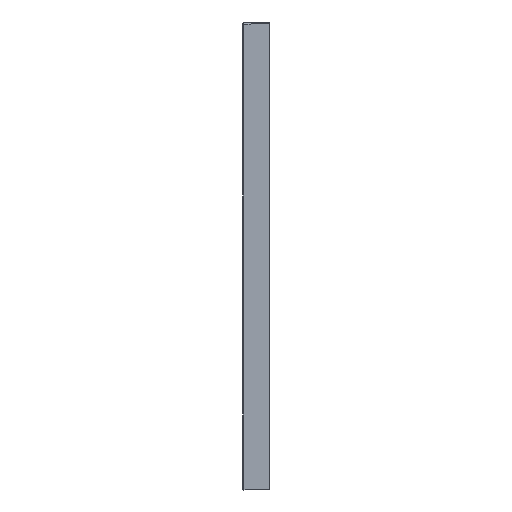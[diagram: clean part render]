
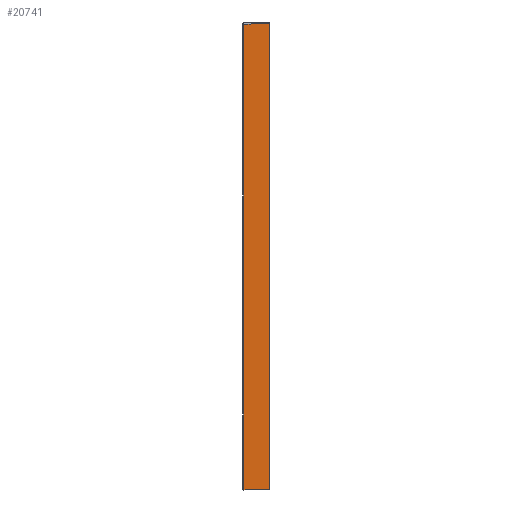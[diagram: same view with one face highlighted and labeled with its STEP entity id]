
A CAD part, left-side view. The second image highlights one B-rep face of the part: STEP entity #20741.
In plain terms, the highlighted planar face has unit normal (-0.999, 0.035, 0).
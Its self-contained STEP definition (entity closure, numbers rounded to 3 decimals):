
#1621=DIRECTION('',(-0.035,-0.999,0.));
#1622=VECTOR('',#1621,37.986);
#1623=CARTESIAN_POINT('',(-448.674,-2.037,
-262.5));
#1624=LINE('',#1623,#1622);
#1906=DIRECTION('',(0.,0.,1.));
#1907=VECTOR('',#1906,698.001);
#1908=CARTESIAN_POINT('',(-450.,-40.,-262.5));
#1909=LINE('',#1908,#1907);
#2586=CARTESIAN_POINT('',(-448.674,-2.039,
327.5));
#2587=CARTESIAN_POINT('',(-448.674,-2.039,
339.996));
#2588=CARTESIAN_POINT('',(-448.674,-2.026,
364.85));
#2589=CARTESIAN_POINT('',(-448.672,-1.983,
400.407));
#2590=CARTESIAN_POINT('',(-448.671,-1.949,
423.469));
#2591=CARTESIAN_POINT('',(-448.671,-1.933,
434.172));
#2593=DIRECTION('',(-0.035,-0.999,0.035));
#2594=VECTOR('',#2593,38.113);
#2595=CARTESIAN_POINT('',(-448.671,-1.933,
434.172));
#2596=LINE('',#2595,#2594);
#2597=CARTESIAN_POINT('',(-448.674,-2.037,
-262.5));
#2620=DIRECTION('',(0.,0.,-1.));
#2621=VECTOR('',#2620,10.);
#2622=CARTESIAN_POINT('',(-448.674,-2.039,
-252.5));
#2623=LINE('',#2622,#2621);
#3002=CARTESIAN_POINT('',(-448.674,-2.039,
327.5));
#3003=CARTESIAN_POINT('',(-448.674,-2.039,
297.896));
#3004=CARTESIAN_POINT('',(-448.674,-2.024,
236.939));
#3005=CARTESIAN_POINT('',(-448.672,-1.977,
140.039));
#3006=CARTESIAN_POINT('',(-448.671,-1.944,
72.237));
#3007=CARTESIAN_POINT('',(-448.671,-1.931,
37.499));
#3077=CARTESIAN_POINT('',(-448.671,-1.931,
37.499));
#3078=CARTESIAN_POINT('',(-448.671,-1.929,
31.35));
#3079=CARTESIAN_POINT('',(-448.67,-1.927,
19.679));
#3080=CARTESIAN_POINT('',(-448.67,-1.925,
4.013));
#3081=CARTESIAN_POINT('',(-448.67,-1.927,
-9.695));
#3082=CARTESIAN_POINT('',(-448.671,-1.929,
-23.468));
#3083=CARTESIAN_POINT('',(-448.671,-1.933,
-36.175));
#3084=CARTESIAN_POINT('',(-448.671,-1.938,
-47.795));
#3085=CARTESIAN_POINT('',(-448.671,-1.943,
-58.553));
#3086=CARTESIAN_POINT('',(-448.671,-1.948,
-69.66));
#3087=CARTESIAN_POINT('',(-448.671,-1.954,
-79.961));
#3088=CARTESIAN_POINT('',(-448.672,-1.96,
-89.919));
#3089=CARTESIAN_POINT('',(-448.672,-1.966,
-99.934));
#3090=CARTESIAN_POINT('',(-448.672,-1.973,
-110.255));
#3091=CARTESIAN_POINT('',(-448.672,-1.979,
-119.59));
#3092=CARTESIAN_POINT('',(-448.672,-1.985,
-129.008));
#3093=CARTESIAN_POINT('',(-448.673,-1.991,
-138.191));
#3094=CARTESIAN_POINT('',(-448.673,-1.997,
-146.824));
#3095=CARTESIAN_POINT('',(-448.673,-2.002,
-154.822));
#3096=CARTESIAN_POINT('',(-448.673,-2.007,
-162.583));
#3097=CARTESIAN_POINT('',(-448.673,-2.011,
-170.013));
#3098=CARTESIAN_POINT('',(-448.674,-2.015,
-177.499));
#3099=CARTESIAN_POINT('',(-448.674,-2.02,
-185.804));
#3100=CARTESIAN_POINT('',(-448.674,-2.023,
-193.068));
#3101=CARTESIAN_POINT('',(-448.674,-2.027,
-201.001));
#3102=CARTESIAN_POINT('',(-448.674,-2.03,
-208.717));
#3103=CARTESIAN_POINT('',(-448.674,-2.032,
-215.242));
#3104=CARTESIAN_POINT('',(-448.674,-2.034,
-222.192));
#3105=CARTESIAN_POINT('',(-448.674,-2.036,
-229.404));
#3106=CARTESIAN_POINT('',(-448.674,-2.037,
-235.953));
#3107=CARTESIAN_POINT('',(-448.674,-2.038,
-243.585));
#3108=CARTESIAN_POINT('',(-448.674,-2.039,
-249.407));
#3109=CARTESIAN_POINT('',(-448.674,-2.039,
-252.5));
#17623=VERTEX_POINT('',#2597);
#17624=CARTESIAN_POINT('',(-450.,-40.,-262.5));
#17625=VERTEX_POINT('',#17624);
#17694=CARTESIAN_POINT('',(-450.,-40.,
435.501));
#17695=VERTEX_POINT('',#17694);
#17779=CARTESIAN_POINT('',(-448.674,-2.039,
-252.5));
#17780=VERTEX_POINT('',#17779);
#17781=VERTEX_POINT('',#3077);
#17782=VERTEX_POINT('',#3002);
#17783=VERTEX_POINT('',#2591);
#20722=CARTESIAN_POINT('',(-449.335,-20.963,
86.501));
#20723=DIRECTION('',(0.999,-0.035,0.));
#20724=DIRECTION('',(0.035,0.999,0.));
#20725=AXIS2_PLACEMENT_3D('',#20722,#20723,#20724);
#20726=PLANE('',#20725);
#20727=ORIENTED_EDGE('',*,*,#19252,.F.);
#20729=ORIENTED_EDGE('',*,*,#20728,.F.);
#20731=ORIENTED_EDGE('',*,*,#20730,.F.);
#20733=ORIENTED_EDGE('',*,*,#20732,.F.);
#20735=ORIENTED_EDGE('',*,*,#20734,.T.);
#20737=ORIENTED_EDGE('',*,*,#20736,.T.);
#20738=ORIENTED_EDGE('',*,*,#19458,.F.);
#20739=EDGE_LOOP('',(#20727,#20729,#20731,#20733,#20735,#20737,#20738));
#20740=FACE_OUTER_BOUND('',#20739,.F.);
#2592=B_SPLINE_CURVE_WITH_KNOTS('',3,(#2586,#2587,#2588,#2589,#2590,#2591),
.UNSPECIFIED.,.F.,.F.,(4,1,1,4),(0.,0.351,0.699,1.),
.UNSPECIFIED.);
#3008=B_SPLINE_CURVE_WITH_KNOTS('',3,(#3002,#3003,#3004,#3005,#3006,#3007),
.UNSPECIFIED.,.F.,.F.,(4,1,1,4),(0.,0.333,0.667,1.),
.UNSPECIFIED.);
#3110=B_SPLINE_CURVE_WITH_KNOTS('',3,(#3077,#3078,#3079,#3080,#3081,#3082,#3083,
#3084,#3085,#3086,#3087,#3088,#3089,#3090,#3091,#3092,#3093,#3094,#3095,#3096,
#3097,#3098,#3099,#3100,#3101,#3102,#3103,#3104,#3105,#3106,#3107,#3108,#3109),
.UNSPECIFIED.,.F.,.F.,(4,1,1,1,1,1,1,1,1,1,1,1,1,1,1,1,1,1,1,1,1,1,1,1,1,1,1,1,
1,1,4),(0.,0.033,0.067,0.1,0.133,
0.167,0.2,0.233,0.267,0.3,
0.333,0.367,0.4,0.433,0.467,
0.5,0.533,0.567,0.6,0.633,
0.667,0.7,0.733,0.767,0.8,
0.833,0.867,0.9,0.933,0.967,
1.),.UNSPECIFIED.);
#19252=EDGE_CURVE('',#17623,#17625,#1624,.T.);
#19458=EDGE_CURVE('',#17625,#17695,#1909,.T.);
#20728=EDGE_CURVE('',#17780,#17623,#2623,.T.);
#20730=EDGE_CURVE('',#17781,#17780,#3110,.T.);
#20732=EDGE_CURVE('',#17782,#17781,#3008,.T.);
#20734=EDGE_CURVE('',#17782,#17783,#2592,.T.);
#20736=EDGE_CURVE('',#17783,#17695,#2596,.T.);
#20741=ADVANCED_FACE('',(#20740),#20726,.F.);
